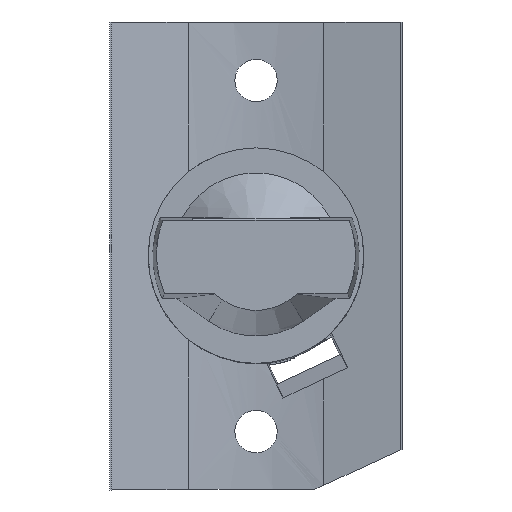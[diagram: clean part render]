
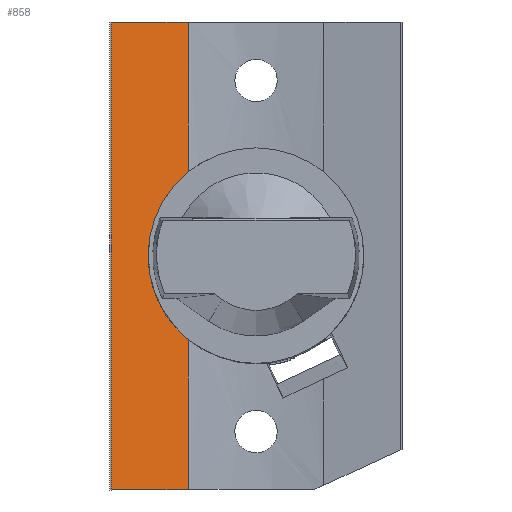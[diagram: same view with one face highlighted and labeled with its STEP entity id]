
A CAD part, top view. The second image highlights one B-rep face of the part: STEP entity #858.
In plain terms, the highlighted planar face has unit normal (0.174, 0, 0.985).
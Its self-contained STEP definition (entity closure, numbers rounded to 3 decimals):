
#375=ELLIPSE('',#4374,11.22,11.05);
#858=ADVANCED_FACE('',(#1192),#991,.T.);
#991=PLANE('',#4453);
#1192=FACE_OUTER_BOUND('',#1425,.T.);
#1425=EDGE_LOOP('',(#2506,#2507,#2508,#2509,#2510,#2511));
#2506=ORIENTED_EDGE('',*,*,#3375,.F.);
#2507=ORIENTED_EDGE('',*,*,#3495,.F.);
#2508=ORIENTED_EDGE('',*,*,#3502,.F.);
#2509=ORIENTED_EDGE('',*,*,#3503,.F.);
#2510=ORIENTED_EDGE('',*,*,#3504,.F.);
#2511=ORIENTED_EDGE('',*,*,#3497,.F.);
#2859=VERTEX_POINT('',#7446);
#2860=VERTEX_POINT('',#7447);
#2942=VERTEX_POINT('',#7833);
#2944=VERTEX_POINT('',#7896);
#2948=VERTEX_POINT('',#7906);
#2949=VERTEX_POINT('',#7908);
#3375=EDGE_CURVE('',#2859,#2860,#375,.T.);
#3495=EDGE_CURVE('',#2942,#2859,#3804,.T.);
#3497=EDGE_CURVE('',#2860,#2944,#3805,.T.);
#3502=EDGE_CURVE('',#2948,#2942,#3807,.T.);
#3503=EDGE_CURVE('',#2949,#2948,#3808,.T.);
#3504=EDGE_CURVE('',#2944,#2949,#3809,.T.);
#3804=LINE('',#7834,#4159);
#3805=LINE('',#7895,#4160);
#3807=LINE('',#7905,#4162);
#3808=LINE('',#7907,#4163);
#3809=LINE('',#7909,#4164);
#4159=VECTOR('',#5339,1.);
#4160=VECTOR('',#5342,1.);
#4162=VECTOR('',#5352,1.);
#4163=VECTOR('',#5353,1.);
#4164=VECTOR('',#5354,1.);
#4374=AXIS2_PLACEMENT_3D('',#7445,#5124,#5125);
#4453=AXIS2_PLACEMENT_3D('',#7910,#5355,#5356);
#5124=DIRECTION('',(0.174,0.,0.985));
#5125=DIRECTION('',(-0.985,0.,0.174));
#5339=DIRECTION('',(0.,-1.,0.));
#5342=DIRECTION('',(0.,-1.,0.));
#5352=DIRECTION('',(0.985,-0.006,-0.174));
#5353=DIRECTION('',(0.,1.,0.));
#5354=DIRECTION('',(-0.985,-0.006,0.174));
#5355=DIRECTION('',(0.174,0.,0.985));
#5356=DIRECTION('',(-0.985,0.,0.174));
#7445=CARTESIAN_POINT('',(0.,0.,-26.687));
#7446=CARTESIAN_POINT('',(-6.946,8.594,-25.462));
#7447=CARTESIAN_POINT('',(-6.946,-8.594,-25.462));
#7833=CARTESIAN_POINT('',(-6.946,23.951,-25.462));
#7834=CARTESIAN_POINT('',(-6.946,-25.,-25.462));
#7895=CARTESIAN_POINT('',(-6.946,-25.,-25.462));
#7896=CARTESIAN_POINT('',(-6.946,-23.951,-25.462));
#7905=CARTESIAN_POINT('',(-0.448,23.911,-26.608));
#7906=CARTESIAN_POINT('',(-14.842,24.,-24.07));
#7907=CARTESIAN_POINT('',(-14.842,0.,-24.07));
#7908=CARTESIAN_POINT('',(-14.842,-24.,-24.07));
#7909=CARTESIAN_POINT('',(-0.448,-23.911,-26.608));
#7910=CARTESIAN_POINT('',(-16.,-25.,-23.866));
